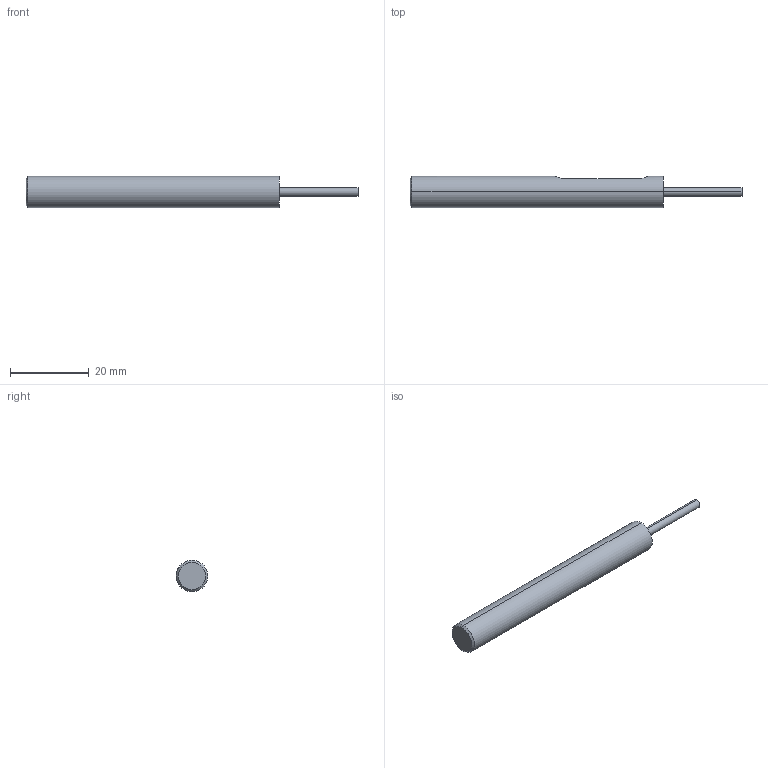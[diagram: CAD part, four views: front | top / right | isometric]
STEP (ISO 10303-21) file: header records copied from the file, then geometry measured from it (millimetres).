
FILE_DESCRIPTION (( 'STEP AP214' ), '1' );
FILE_NAME ('LRC-P-073_pour duplication sous vide.STEP', '2023-09-27T09:39:45', ( '' ), ( '' ), 'SwSTEP 2.0', 'SolidWorks 2015', '' );
FILE_SCHEMA (( 'AUTOMOTIVE_DESIGN' ));
Length unit declared in the file: millimetre
Products named in the file (1): LRC-P-073_pour duplication sous vide
Bounding box: 84.5 x 8 x 8 mm (x, y, z)
Volume: 3072.3 mm3; surface area: 1955.2 mm2
Topology: 1 solids, 1 shells, 18 faces, 40 edges, 26 vertices
Faces by surface type: plane 9, cylinder 6, cone 2, bspline 1
Entity records: 689 total; most frequent: CARTESIAN_POINT 276, ORIENTED_EDGE 80, DIRECTION 74, EDGE_CURVE 40, AXIS2_PLACEMENT_3D 28, VERTEX_POINT 26, EDGE_LOOP 20, ADVANCED_FACE 18
